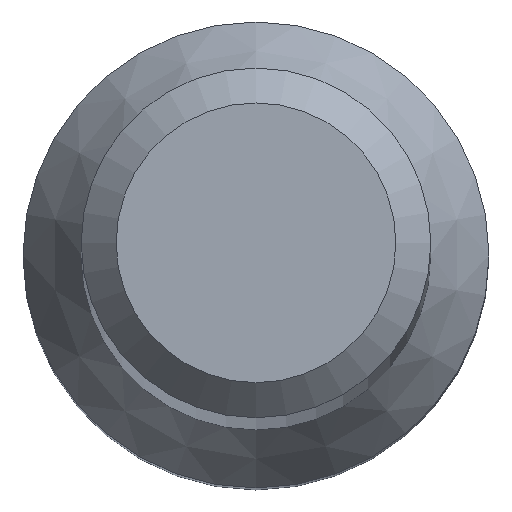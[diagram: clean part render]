
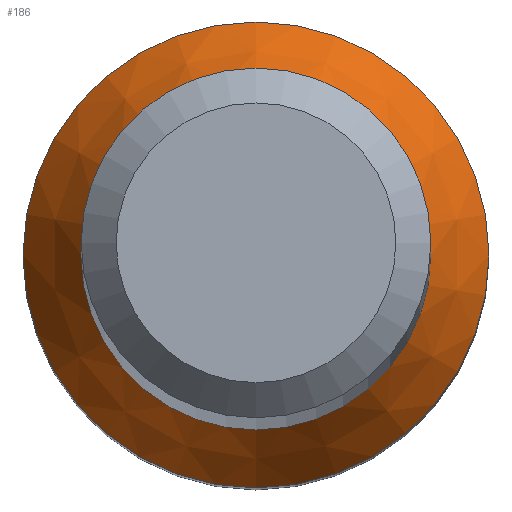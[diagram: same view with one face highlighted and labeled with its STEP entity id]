
A CAD part, top view. The second image highlights one B-rep face of the part: STEP entity #186.
In plain terms, the highlighted conical face has half-angle 30 degrees and reference radius 1.999 mm.
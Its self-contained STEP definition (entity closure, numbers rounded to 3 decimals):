
#8 = CARTESIAN_POINT ( 'NONE',  ( 0., 0., 10.218 ) ) ;
#25 = VERTEX_POINT ( 'NONE', #95 ) ;
#35 = EDGE_LOOP ( 'NONE', ( #105 ) ) ;
#38 = CARTESIAN_POINT ( 'NONE',  ( 0., 0., 10.218 ) ) ;
#40 = AXIS2_PLACEMENT_3D ( 'NONE', #8, #111, #132 ) ;
#41 = VERTEX_POINT ( 'NONE', #212 ) ;
#46 = CONICAL_SURFACE ( 'NONE', #40, 1.999, 0.524 ) ;
#60 = DIRECTION ( 'NONE',  ( 0., 0., -1. ) ) ;
#72 = EDGE_LOOP ( 'NONE', ( #87 ) ) ;
#79 = CIRCLE ( 'NONE', #103, 1.5 ) ;
#87 = ORIENTED_EDGE ( 'NONE', *, *, #147, .T. ) ;
#93 = FACE_BOUND ( 'NONE', #72, .T. ) ;
#95 = CARTESIAN_POINT ( 'NONE',  ( 0., 1.999, 10.218 ) ) ;
#102 = CARTESIAN_POINT ( 'NONE',  ( 0., 0., 11.083 ) ) ;
#103 = AXIS2_PLACEMENT_3D ( 'NONE', #102, #140, #157 ) ;
#105 = ORIENTED_EDGE ( 'NONE', *, *, #207, .F. ) ;
#111 = DIRECTION ( 'NONE',  ( 0., 0., -1. ) ) ;
#132 = DIRECTION ( 'NONE',  ( 0., 1., 0. ) ) ;
#134 = DIRECTION ( 'NONE',  ( 0., 1., 0. ) ) ;
#137 = CIRCLE ( 'NONE', #163, 1.999 ) ;
#140 = DIRECTION ( 'NONE',  ( 0., 0., -1. ) ) ;
#147 = EDGE_CURVE ( 'NONE', #41, #41, #79, .T. ) ;
#157 = DIRECTION ( 'NONE',  ( 0., 1., 0. ) ) ;
#163 = AXIS2_PLACEMENT_3D ( 'NONE', #38, #60, #134 ) ;
#169 = FACE_OUTER_BOUND ( 'NONE', #35, .T. ) ;
#186 = ADVANCED_FACE ( 'NONE', ( #93, #169 ), #46, .T. ) ;
#207 = EDGE_CURVE ( 'NONE', #25, #25, #137, .T. ) ;
#212 = CARTESIAN_POINT ( 'NONE',  ( 0., 1.5, 11.083 ) ) ;
